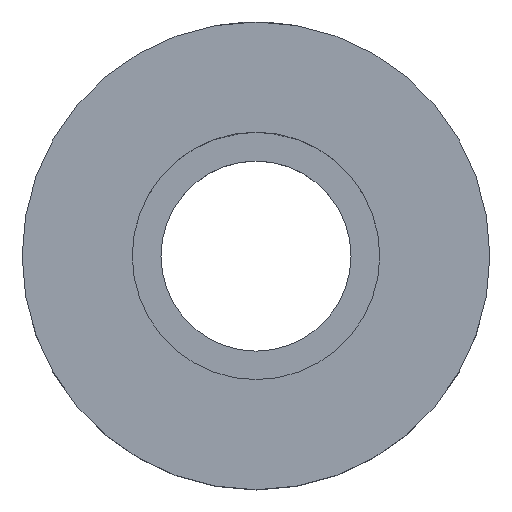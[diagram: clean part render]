
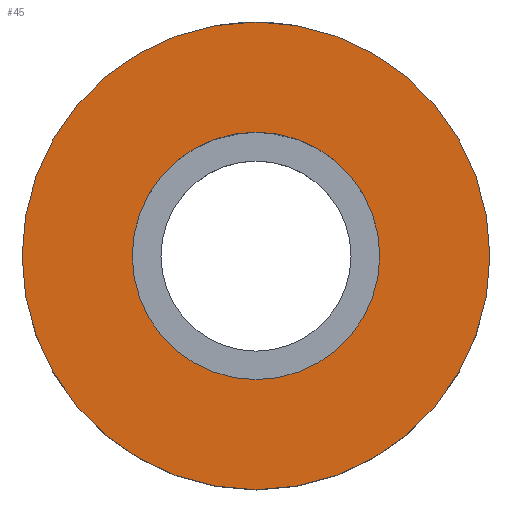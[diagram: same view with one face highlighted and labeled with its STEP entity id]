
A CAD part, top view. The second image highlights one B-rep face of the part: STEP entity #45.
In plain terms, the highlighted planar face has unit normal (0, 0, 1).
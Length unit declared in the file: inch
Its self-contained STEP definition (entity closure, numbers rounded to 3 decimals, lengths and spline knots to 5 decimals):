
#18 = CARTESIAN_POINT ( 'NONE',  ( 0., 0.5, 0. ) ) ;
#28 = EDGE_CURVE ( 'NONE', #198, #180, #463, .T. ) ;
#29 = EDGE_CURVE ( 'NONE', #257, #298, #457, .T. ) ;
#45 = ADVANCED_FACE ( 'NONE', ( #547, #546 ), #545, .T. ) ;
#126 = DIRECTION ( 'NONE',  ( 0., 1., 0. ) ) ;
#127 = DIRECTION ( 'NONE',  ( 0., 0., -1. ) ) ;
#128 = CARTESIAN_POINT ( 'NONE',  ( 0., 0., 0. ) ) ;
#156 = EDGE_CURVE ( 'NONE', #180, #198, #448, .T. ) ;
#173 = EDGE_CURVE ( 'NONE', #298, #257, #506, .T. ) ;
#177 = EDGE_LOOP ( 'NONE', ( #286, #285 ) ) ;
#180 = VERTEX_POINT ( 'NONE', #361 ) ;
#198 = VERTEX_POINT ( 'NONE', #18 ) ;
#252 = EDGE_LOOP ( 'NONE', ( #284, #283 ) ) ;
#257 = VERTEX_POINT ( 'NONE', #373 ) ;
#283 = ORIENTED_EDGE ( 'NONE', *, *, #29, .F. ) ;
#284 = ORIENTED_EDGE ( 'NONE', *, *, #173, .F. ) ;
#285 = ORIENTED_EDGE ( 'NONE', *, *, #156, .T. ) ;
#286 = ORIENTED_EDGE ( 'NONE', *, *, #28, .T. ) ;
#298 = VERTEX_POINT ( 'NONE', #375 ) ;
#334 = CARTESIAN_POINT ( 'NONE',  ( 0., 0., 0. ) ) ;
#335 = DIRECTION ( 'NONE',  ( 0., 0., -1. ) ) ;
#336 = DIRECTION ( 'NONE',  ( 0., 1., 0. ) ) ;
#361 = CARTESIAN_POINT ( 'NONE',  ( 0., -0.5, 0. ) ) ;
#373 = CARTESIAN_POINT ( 'NONE',  ( 0., -0.945, 0. ) ) ;
#375 = CARTESIAN_POINT ( 'NONE',  ( 0., 0.945, 0. ) ) ;
#444 = AXIS2_PLACEMENT_3D ( 'NONE', #551, #543, #542 ) ;
#447 = AXIS2_PLACEMENT_3D ( 'NONE', #128, #127, #126 ) ;
#448 = CIRCLE ( 'NONE', #447, 0.5 ) ;
#457 = CIRCLE ( 'NONE', #476, 0.945 ) ;
#460 = AXIS2_PLACEMENT_3D ( 'NONE', #576, #653, #652 ) ;
#463 = CIRCLE ( 'NONE', #460, 0.5 ) ;
#476 = AXIS2_PLACEMENT_3D ( 'NONE', #649, #647, #646 ) ;
#506 = CIRCLE ( 'NONE', #507, 0.945 ) ;
#507 = AXIS2_PLACEMENT_3D ( 'NONE', #334, #335, #336 ) ;
#542 = DIRECTION ( 'NONE',  ( 0., -1., 0. ) ) ;
#543 = DIRECTION ( 'NONE',  ( 0., 0., 1. ) ) ;
#545 = PLANE ( 'NONE',  #444 ) ;
#546 = FACE_OUTER_BOUND ( 'NONE', #252, .T. ) ;
#547 = FACE_BOUND ( 'NONE', #177, .T. ) ;
#551 = CARTESIAN_POINT ( 'NONE',  ( 0., 0.945, 0. ) ) ;
#576 = CARTESIAN_POINT ( 'NONE',  ( 0., 0., 0. ) ) ;
#646 = DIRECTION ( 'NONE',  ( 0., 1., 0. ) ) ;
#647 = DIRECTION ( 'NONE',  ( 0., 0., -1. ) ) ;
#649 = CARTESIAN_POINT ( 'NONE',  ( 0., 0., 0. ) ) ;
#652 = DIRECTION ( 'NONE',  ( 0., 1., 0. ) ) ;
#653 = DIRECTION ( 'NONE',  ( 0., 0., -1. ) ) ;
